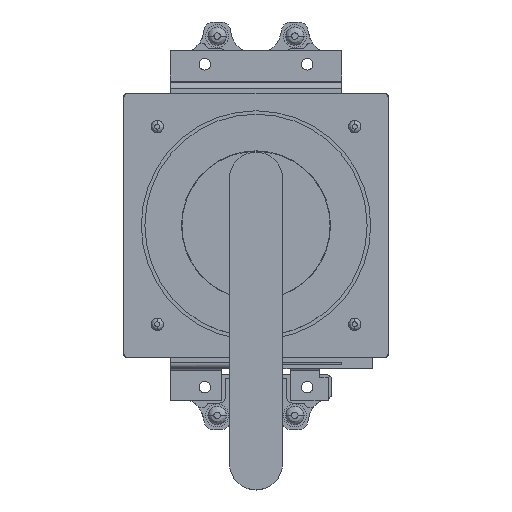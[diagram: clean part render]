
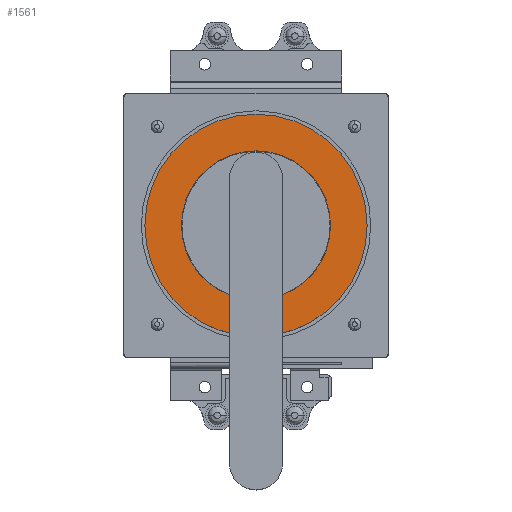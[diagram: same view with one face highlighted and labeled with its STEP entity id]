
A CAD part, top view. The second image highlights one B-rep face of the part: STEP entity #1561.
In plain terms, the highlighted planar face has unit normal (0, 0, 1).
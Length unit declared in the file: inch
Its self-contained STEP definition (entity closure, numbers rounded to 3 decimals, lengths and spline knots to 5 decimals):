
#5 = DIRECTION ( 'NONE',  ( 0., 0., -1. ) ) ;
#286 = AXIS2_PLACEMENT_3D ( 'NONE', #13862, #19016, #1112 ) ;
#413 = VERTEX_POINT ( 'NONE', #12185 ) ;
#452 = DIRECTION ( 'NONE',  ( -1., 0., 0. ) ) ;
#1112 = DIRECTION ( 'NONE',  ( -1., 0., 0. ) ) ;
#1561 = ADVANCED_FACE ( 'NONE', ( #22044, #5978 ), #16317, .T. ) ;
#2421 = DIRECTION ( 'NONE',  ( -1., 0., 0. ) ) ;
#3286 = VERTEX_POINT ( 'NONE', #20234 ) ;
#3564 = CARTESIAN_POINT ( 'NONE',  ( -1.66339, 0., 2.26378 ) ) ;
#3702 = CARTESIAN_POINT ( 'NONE',  ( 0., 0., 2.26378 ) ) ;
#3744 = EDGE_CURVE ( 'NONE', #6488, #413, #18418, .T. ) ;
#4303 = CARTESIAN_POINT ( 'NONE',  ( 0., 0., 2.26378 ) ) ;
#4395 = CIRCLE ( 'NONE', #20235, 1.66339 ) ;
#4988 = AXIS2_PLACEMENT_3D ( 'NONE', #20157, #14567, #18149 ) ;
#5210 = CARTESIAN_POINT ( 'NONE',  ( 2.48031, 0., 2.26378 ) ) ;
#5660 = DIRECTION ( 'NONE',  ( -1., 0., 0. ) ) ;
#5978 = FACE_BOUND ( 'NONE', #11709, .T. ) ;
#6488 = VERTEX_POINT ( 'NONE', #3564 ) ;
#7884 = ORIENTED_EDGE ( 'NONE', *, *, #12968, .T. ) ;
#8977 = VERTEX_POINT ( 'NONE', #5210 ) ;
#9622 = AXIS2_PLACEMENT_3D ( 'NONE', #4303, #16989, #2421 ) ;
#11709 = EDGE_LOOP ( 'NONE', ( #17127, #17062 ) ) ;
#12185 = CARTESIAN_POINT ( 'NONE',  ( 1.66339, 0., 2.26378 ) ) ;
#12968 = EDGE_CURVE ( 'NONE', #3286, #8977, #21982, .T. ) ;
#13353 = EDGE_CURVE ( 'NONE', #413, #6488, #4395, .T. ) ;
#13862 = CARTESIAN_POINT ( 'NONE',  ( 0., 0., 2.26378 ) ) ;
#14567 = DIRECTION ( 'NONE',  ( 0., 0., 1. ) ) ;
#16317 = PLANE ( 'NONE',  #4988 ) ;
#16989 = DIRECTION ( 'NONE',  ( 0., 0., 1. ) ) ;
#17062 = ORIENTED_EDGE ( 'NONE', *, *, #13353, .T. ) ;
#17100 = DIRECTION ( 'NONE',  ( 0., 0., -1. ) ) ;
#17127 = ORIENTED_EDGE ( 'NONE', *, *, #3744, .T. ) ;
#18131 = ORIENTED_EDGE ( 'NONE', *, *, #23561, .T. ) ;
#18149 = DIRECTION ( 'NONE',  ( 1., 0., 0. ) ) ;
#18418 = CIRCLE ( 'NONE', #22453, 1.66339 ) ;
#19016 = DIRECTION ( 'NONE',  ( 0., 0., 1. ) ) ;
#20157 = CARTESIAN_POINT ( 'NONE',  ( 0., 0., 2.26378 ) ) ;
#20208 = EDGE_LOOP ( 'NONE', ( #7884, #18131 ) ) ;
#20234 = CARTESIAN_POINT ( 'NONE',  ( -2.48031, 0., 2.26378 ) ) ;
#20235 = AXIS2_PLACEMENT_3D ( 'NONE', #3702, #17100, #452 ) ;
#21982 = CIRCLE ( 'NONE', #286, 2.48031 ) ;
#22044 = FACE_OUTER_BOUND ( 'NONE', #20208, .T. ) ;
#22110 = CARTESIAN_POINT ( 'NONE',  ( 0., 0., 2.26378 ) ) ;
#22453 = AXIS2_PLACEMENT_3D ( 'NONE', #22110, #5, #5660 ) ;
#23331 = CIRCLE ( 'NONE', #9622, 2.48031 ) ;
#23561 = EDGE_CURVE ( 'NONE', #8977, #3286, #23331, .T. ) ;
